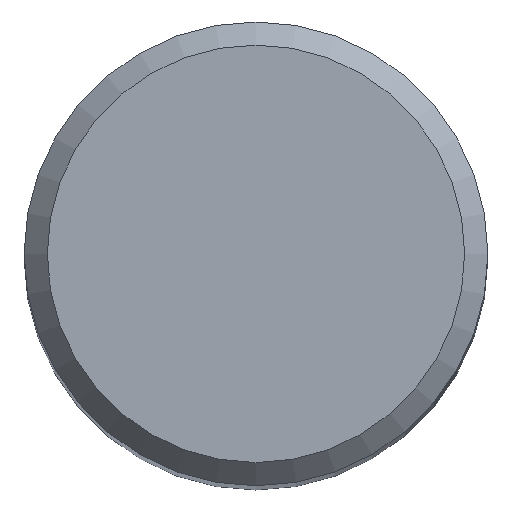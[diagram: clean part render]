
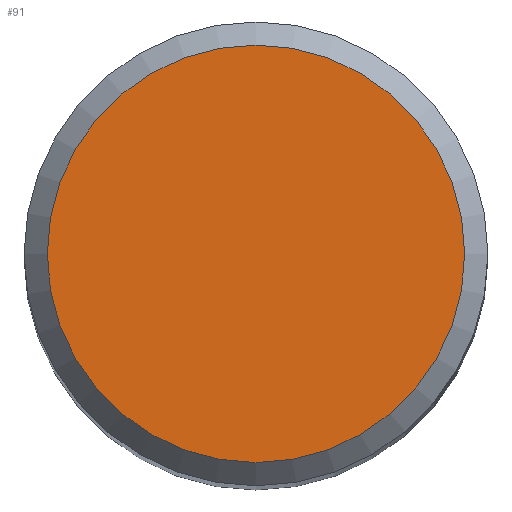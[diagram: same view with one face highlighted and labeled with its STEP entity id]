
A CAD part, top view. The second image highlights one B-rep face of the part: STEP entity #91.
In plain terms, the highlighted planar face has unit normal (0, 0, 1).
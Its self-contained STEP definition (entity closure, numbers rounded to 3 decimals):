
#2 = DIRECTION ( 'NONE',  ( 0., 1., 0. ) ) ;
#4 = AXIS2_PLACEMENT_3D ( 'NONE', #242, #16, #100 ) ;
#5 = CARTESIAN_POINT ( 'NONE',  ( 0., 4.5, 72. ) ) ;
#16 = DIRECTION ( 'NONE',  ( 0., 0., -1. ) ) ;
#39 = AXIS2_PLACEMENT_3D ( 'NONE', #81, #101, #2 ) ;
#41 = ORIENTED_EDGE ( 'NONE', *, *, #173, .F. ) ;
#81 = CARTESIAN_POINT ( 'NONE',  ( 0., 0., 72. ) ) ;
#91 = ADVANCED_FACE ( 'NONE', ( #240 ), #186, .F. ) ;
#100 = DIRECTION ( 'NONE',  ( 0., 1., 0. ) ) ;
#101 = DIRECTION ( 'NONE',  ( 0., 0., -1. ) ) ;
#145 = EDGE_LOOP ( 'NONE', ( #41 ) ) ;
#150 = CIRCLE ( 'NONE', #39, 4.5 ) ;
#161 = VERTEX_POINT ( 'NONE', #5 ) ;
#173 = EDGE_CURVE ( 'NONE', #161, #161, #150, .T. ) ;
#186 = PLANE ( 'NONE',  #4 ) ;
#240 = FACE_OUTER_BOUND ( 'NONE', #145, .T. ) ;
#242 = CARTESIAN_POINT ( 'NONE',  ( 0., 0., 72. ) ) ;
